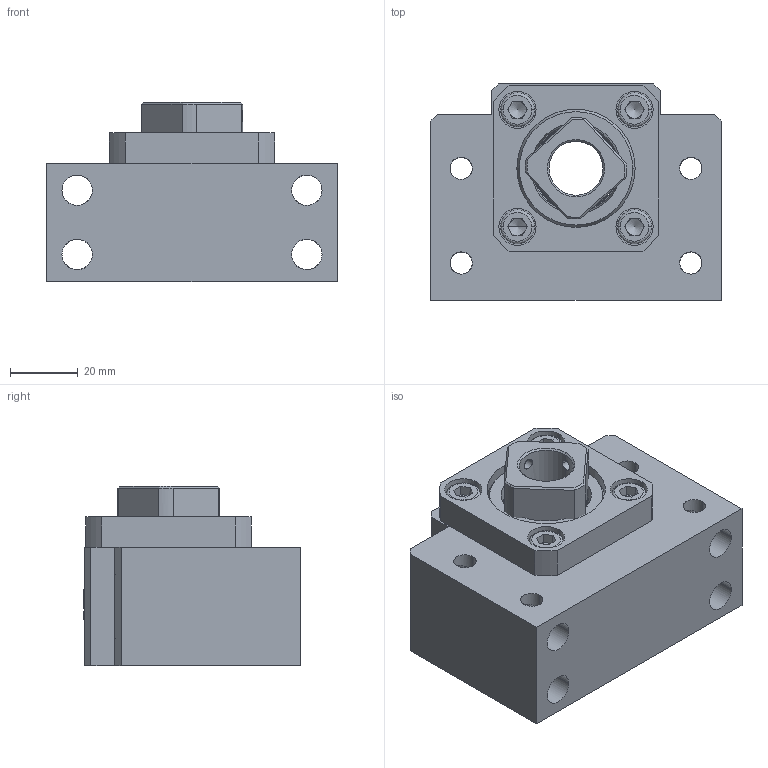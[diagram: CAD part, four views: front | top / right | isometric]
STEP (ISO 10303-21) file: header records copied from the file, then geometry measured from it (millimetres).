
FILE_DESCRIPTION (( 'STEP AP214' ), '1' );
FILE_NAME ('BK17.STEP', '2019-04-04T08:53:28', ( '' ), ( '' ), 'SwSTEP 2.0', 'SolidWorks 2015', '' );
FILE_SCHEMA (( 'AUTOMOTIVE_DESIGN' ));
Length unit declared in the file: millimetre
Products named in the file (1): BK17
Bounding box: 86 x 64.1 x 53 mm (x, y, z)
Surface area: 38943 mm2 (no closed solid volume)
Topology: 0 solids, 35 shells, 758 faces, 2232 edges, 1514 vertices
Faces by surface type: plane 608, cylinder 67, bspline 43, cone 40
Entity records: 32329 total; most frequent: CARTESIAN_POINT 11585, ORIENTED_EDGE 4268, DIRECTION 3484, EDGE_CURVE 2215, VECTOR 1716, LINE 1716, VERTEX_POINT 1514, AXIS2_PLACEMENT_3D 884
